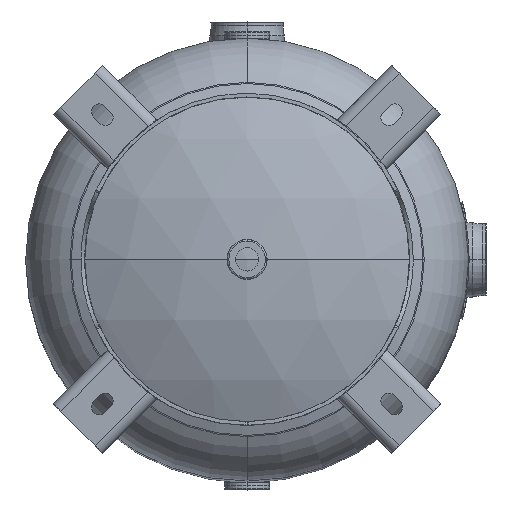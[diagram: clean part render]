
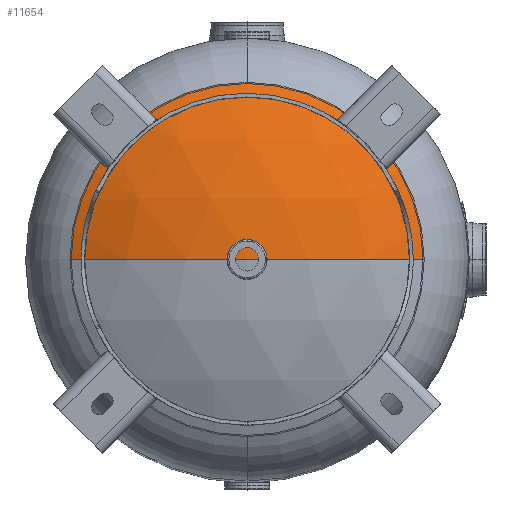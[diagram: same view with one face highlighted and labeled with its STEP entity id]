
A CAD part, top view. The second image highlights one B-rep face of the part: STEP entity #11654.
In plain terms, the highlighted spherical face has radius 365.76 mm.
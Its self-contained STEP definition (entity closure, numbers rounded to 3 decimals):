
#500 = DIRECTION ( 'NONE',  ( 1., 0., 0. ) ) ;
#547 = AXIS2_PLACEMENT_3D ( 'NONE', #11432, #13241, #565 ) ;
#565 = DIRECTION ( 'NONE',  ( 0., 0., 1. ) ) ;
#740 = CARTESIAN_POINT ( 'NONE',  ( 0., 0., 116.84 ) ) ;
#1230 = CIRCLE ( 'NONE', #5246, 365.76 ) ;
#1859 = CARTESIAN_POINT ( 'NONE',  ( 0., 0., 444.49 ) ) ;
#4558 = DIRECTION ( 'NONE',  ( 0., -1., 0. ) ) ;
#4773 = CIRCLE ( 'NONE', #18063, 162.56 ) ;
#4857 = EDGE_LOOP ( 'NONE', ( #8086, #19455, #11966, #8606 ) ) ;
#5246 = AXIS2_PLACEMENT_3D ( 'NONE', #740, #5783, #500 ) ;
#5783 = DIRECTION ( 'NONE',  ( 0., -1., 0. ) ) ;
#5834 = EDGE_CURVE ( 'NONE', #11368, #8380, #1230, .T. ) ;
#6122 = DIRECTION ( 'NONE',  ( 0., 0., -1. ) ) ;
#6169 = CARTESIAN_POINT ( 'NONE',  ( 0., 0., 116.84 ) ) ;
#6555 = CARTESIAN_POINT ( 'NONE',  ( 0., 162.56, 444.49 ) ) ;
#6826 = AXIS2_PLACEMENT_3D ( 'NONE', #6169, #4558, #22327 ) ;
#6899 = DIRECTION ( 'NONE',  ( 0., 0., -1. ) ) ;
#8086 = ORIENTED_EDGE ( 'NONE', *, *, #5834, .F. ) ;
#8380 = VERTEX_POINT ( 'NONE', #16448 ) ;
#8606 = ORIENTED_EDGE ( 'NONE', *, *, #22458, .F. ) ;
#8883 = DIRECTION ( 'NONE',  ( 0., 1., 0. ) ) ;
#9603 = CARTESIAN_POINT ( 'NONE',  ( 0., 0., 482.6 ) ) ;
#9676 = EDGE_CURVE ( 'NONE', #11368, #16118, #10505, .T. ) ;
#9890 = SPHERICAL_SURFACE ( 'NONE', #6826, 365.76 ) ;
#10505 = CIRCLE ( 'NONE', #547, 365.76 ) ;
#11060 = AXIS2_PLACEMENT_3D ( 'NONE', #14808, #6122, #21833 ) ;
#11368 = VERTEX_POINT ( 'NONE', #9603 ) ;
#11432 = CARTESIAN_POINT ( 'NONE',  ( 0., 0., 116.84 ) ) ;
#11654 = ADVANCED_FACE ( 'NONE', ( #14746 ), #9890, .T. ) ;
#11966 = ORIENTED_EDGE ( 'NONE', *, *, #22166, .F. ) ;
#13241 = DIRECTION ( 'NONE',  ( 0., 1., 0. ) ) ;
#14746 = FACE_OUTER_BOUND ( 'NONE', #4857, .T. ) ;
#14808 = CARTESIAN_POINT ( 'NONE',  ( 0., 0., 444.49 ) ) ;
#15981 = VERTEX_POINT ( 'NONE', #6555 ) ;
#16118 = VERTEX_POINT ( 'NONE', #22127 ) ;
#16448 = CARTESIAN_POINT ( 'NONE',  ( -162.56, 0., 444.49 ) ) ;
#18063 = AXIS2_PLACEMENT_3D ( 'NONE', #1859, #6899, #8883 ) ;
#18410 = CIRCLE ( 'NONE', #11060, 162.56 ) ;
#19455 = ORIENTED_EDGE ( 'NONE', *, *, #9676, .T. ) ;
#21833 = DIRECTION ( 'NONE',  ( 0., 1., 0. ) ) ;
#22127 = CARTESIAN_POINT ( 'NONE',  ( 162.56, 0., 444.49 ) ) ;
#22166 = EDGE_CURVE ( 'NONE', #15981, #16118, #18410, .T. ) ;
#22327 = DIRECTION ( 'NONE',  ( 1., 0., 0. ) ) ;
#22458 = EDGE_CURVE ( 'NONE', #8380, #15981, #4773, .T. ) ;
